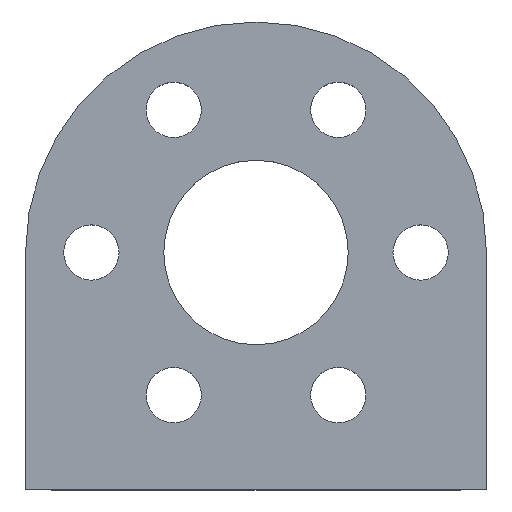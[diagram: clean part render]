
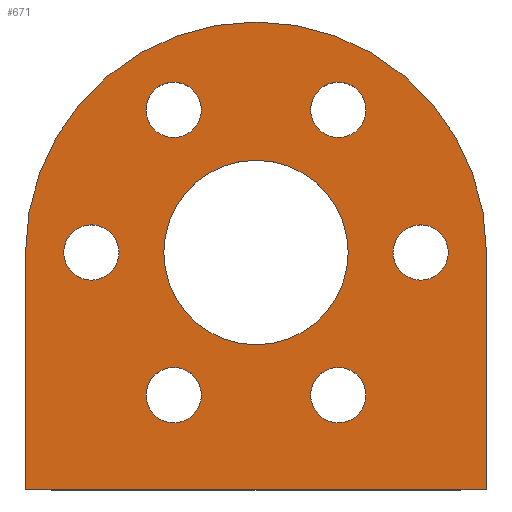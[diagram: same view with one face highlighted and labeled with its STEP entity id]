
A CAD part, top view. The second image highlights one B-rep face of the part: STEP entity #671.
In plain terms, the highlighted planar face has unit normal (0, 0, 1).
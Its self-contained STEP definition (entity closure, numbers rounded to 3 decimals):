
#19=FACE_BOUND('',#226,.T.);
#20=FACE_BOUND('',#227,.T.);
#21=FACE_BOUND('',#228,.T.);
#22=FACE_BOUND('',#229,.T.);
#23=FACE_BOUND('',#230,.T.);
#24=FACE_BOUND('',#231,.T.);
#25=FACE_BOUND('',#232,.T.);
#41=PLANE('',#755);
#59=LINE('',#1176,#105);
#71=LINE('',#1205,#117);
#74=LINE('',#1212,#120);
#105=VECTOR('',#852,10.);
#117=VECTOR('',#880,10.);
#120=VECTOR('',#887,10.);
#183=FACE_OUTER_BOUND('',#225,.T.);
#225=EDGE_LOOP('',(#569,#570,#571,#572));
#226=EDGE_LOOP('',(#573));
#227=EDGE_LOOP('',(#574));
#228=EDGE_LOOP('',(#575));
#229=EDGE_LOOP('',(#576));
#230=EDGE_LOOP('',(#577));
#231=EDGE_LOOP('',(#578));
#232=EDGE_LOOP('',(#579));
#267=CIRCLE('',#753,17.5);
#269=CIRCLE('',#756,2.1);
#270=CIRCLE('',#757,2.1);
#271=CIRCLE('',#758,2.1);
#272=CIRCLE('',#759,2.1);
#273=CIRCLE('',#760,2.1);
#274=CIRCLE('',#761,2.1);
#275=CIRCLE('',#762,7.);
#325=VERTEX_POINT('',#1173);
#326=VERTEX_POINT('',#1175);
#334=VERTEX_POINT('',#1202);
#335=VERTEX_POINT('',#1204);
#343=VERTEX_POINT('',#1290);
#344=VERTEX_POINT('',#1292);
#345=VERTEX_POINT('',#1294);
#346=VERTEX_POINT('',#1296);
#347=VERTEX_POINT('',#1298);
#348=VERTEX_POINT('',#1300);
#349=VERTEX_POINT('',#1302);
#393=EDGE_CURVE('',#326,#325,#59,.T.);
#408=EDGE_CURVE('',#334,#335,#71,.T.);
#412=EDGE_CURVE('',#334,#326,#74,.T.);
#426=EDGE_CURVE('',#325,#335,#267,.T.);
#428=EDGE_CURVE('',#343,#343,#269,.T.);
#429=EDGE_CURVE('',#344,#344,#270,.T.);
#430=EDGE_CURVE('',#345,#345,#271,.T.);
#431=EDGE_CURVE('',#346,#346,#272,.T.);
#432=EDGE_CURVE('',#347,#347,#273,.T.);
#433=EDGE_CURVE('',#348,#348,#274,.T.);
#434=EDGE_CURVE('',#349,#349,#275,.T.);
#569=ORIENTED_EDGE('',*,*,#412,.T.);
#570=ORIENTED_EDGE('',*,*,#393,.T.);
#571=ORIENTED_EDGE('',*,*,#426,.T.);
#572=ORIENTED_EDGE('',*,*,#408,.F.);
#573=ORIENTED_EDGE('',*,*,#428,.T.);
#574=ORIENTED_EDGE('',*,*,#429,.T.);
#575=ORIENTED_EDGE('',*,*,#430,.T.);
#576=ORIENTED_EDGE('',*,*,#431,.T.);
#577=ORIENTED_EDGE('',*,*,#432,.T.);
#578=ORIENTED_EDGE('',*,*,#433,.T.);
#579=ORIENTED_EDGE('',*,*,#434,.T.);
#671=ADVANCED_FACE('',(#183,#19,#20,#21,#22,#23,#24,#25),#41,.T.);
#753=AXIS2_PLACEMENT_3D('',#1287,#920,#921);
#755=AXIS2_PLACEMENT_3D('',#1289,#924,#925);
#756=AXIS2_PLACEMENT_3D('',#1291,#926,#927);
#757=AXIS2_PLACEMENT_3D('',#1293,#928,#929);
#758=AXIS2_PLACEMENT_3D('',#1295,#930,#931);
#759=AXIS2_PLACEMENT_3D('',#1297,#932,#933);
#760=AXIS2_PLACEMENT_3D('',#1299,#934,#935);
#761=AXIS2_PLACEMENT_3D('',#1301,#936,#937);
#762=AXIS2_PLACEMENT_3D('',#1303,#938,#939);
#852=DIRECTION('',(0.,1.,0.));
#880=DIRECTION('',(0.,1.,0.));
#887=DIRECTION('',(1.,0.,0.));
#920=DIRECTION('center_axis',(0.,0.,1.));
#921=DIRECTION('ref_axis',(1.,0.,0.));
#924=DIRECTION('center_axis',(0.,0.,1.));
#925=DIRECTION('ref_axis',(1.,0.,0.));
#926=DIRECTION('center_axis',(0.,0.,-1.));
#927=DIRECTION('ref_axis',(-1.,0.,0.));
#928=DIRECTION('center_axis',(0.,0.,-1.));
#929=DIRECTION('ref_axis',(-1.,0.,0.));
#930=DIRECTION('center_axis',(0.,0.,-1.));
#931=DIRECTION('ref_axis',(-1.,0.,0.));
#932=DIRECTION('center_axis',(0.,0.,-1.));
#933=DIRECTION('ref_axis',(-1.,0.,0.));
#934=DIRECTION('center_axis',(0.,0.,-1.));
#935=DIRECTION('ref_axis',(-1.,0.,0.));
#936=DIRECTION('center_axis',(0.,0.,-1.));
#937=DIRECTION('ref_axis',(-1.,0.,0.));
#938=DIRECTION('center_axis',(0.,0.,-1.));
#939=DIRECTION('ref_axis',(-1.,0.,0.));
#1173=CARTESIAN_POINT('',(17.5,18.,0.));
#1175=CARTESIAN_POINT('',(17.5,0.,0.));
#1176=CARTESIAN_POINT('',(17.5,0.,0.));
#1202=CARTESIAN_POINT('',(-17.5,0.,0.));
#1204=CARTESIAN_POINT('',(-17.5,18.,0.));
#1205=CARTESIAN_POINT('',(-17.5,0.,0.));
#1212=CARTESIAN_POINT('',(-17.5,0.,0.));
#1287=CARTESIAN_POINT('Origin',(0.,18.,0.));
#1289=CARTESIAN_POINT('Origin',(-17.5,0.,0.));
#1290=CARTESIAN_POINT('',(-4.15,7.175,0.));
#1291=CARTESIAN_POINT('Origin',(-6.25,7.175,0.));
#1292=CARTESIAN_POINT('',(8.35,7.175,0.));
#1293=CARTESIAN_POINT('Origin',(6.25,7.175,0.));
#1294=CARTESIAN_POINT('',(14.6,18.,0.));
#1295=CARTESIAN_POINT('Origin',(12.5,18.,0.));
#1296=CARTESIAN_POINT('',(-10.4,18.,0.));
#1297=CARTESIAN_POINT('Origin',(-12.5,18.,0.));
#1298=CARTESIAN_POINT('',(-4.15,28.825,0.));
#1299=CARTESIAN_POINT('Origin',(-6.25,28.825,0.));
#1300=CARTESIAN_POINT('',(8.35,28.825,0.));
#1301=CARTESIAN_POINT('Origin',(6.25,28.825,0.));
#1302=CARTESIAN_POINT('',(7.,18.,0.));
#1303=CARTESIAN_POINT('Origin',(0.,18.,0.));
